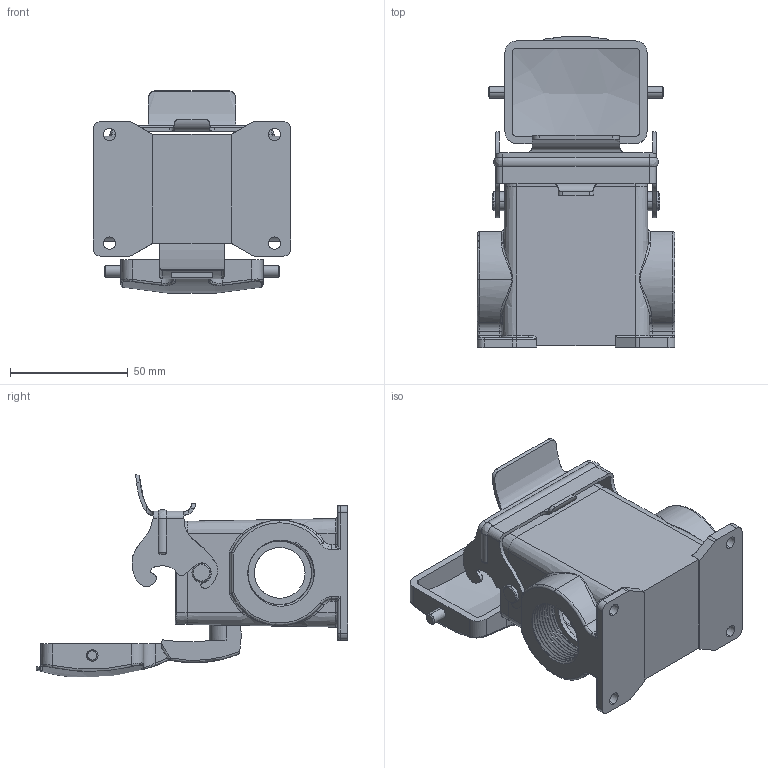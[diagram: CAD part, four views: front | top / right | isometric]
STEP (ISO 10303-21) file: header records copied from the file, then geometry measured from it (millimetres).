
FILE_DESCRIPTION (( 'STEP AP214' ), '1' );
FILE_NAME ('ZP-MC06B-2-SSM21CL.step', '2015-08-12T18:07:31', ( '' ), ( '' ), 'SwSTEP 2.0', 'SolidWorks 2014', '' );
FILE_SCHEMA (( 'AUTOMOTIVE_DESIGN' ));
Length unit declared in the file: millimetre
Products named in the file (1): ZP-MC06B-2-SSM21CL
Bounding box: 83.66 x 131.95 x 85.8 mm (x, y, z)
Volume: 130485.7 mm3; surface area: 62809 mm2
Topology: 3 solids, 3 shells, 449 faces, 1145 edges, 711 vertices
Faces by surface type: cylinder 169, plane 162, bspline 58, cone 28, torus 26, sphere 6
Entity records: 23277 total; most frequent: CARTESIAN_POINT 9284, ORIENTED_EDGE 2278, DIRECTION 1947, EDGE_CURVE 1139, VERTEX_POINT 711, AXIS2_PLACEMENT_3D 704, LINE 539, VECTOR 539
